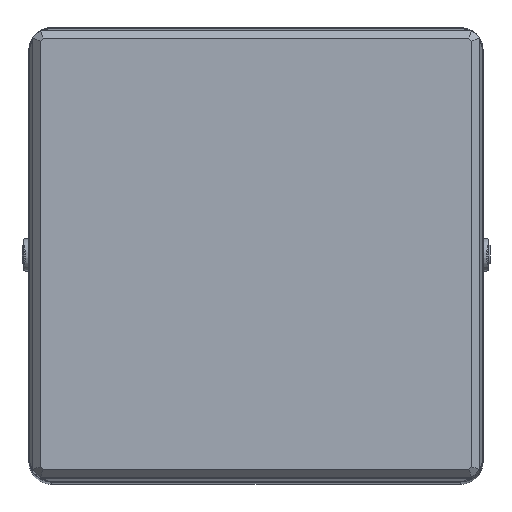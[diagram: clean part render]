
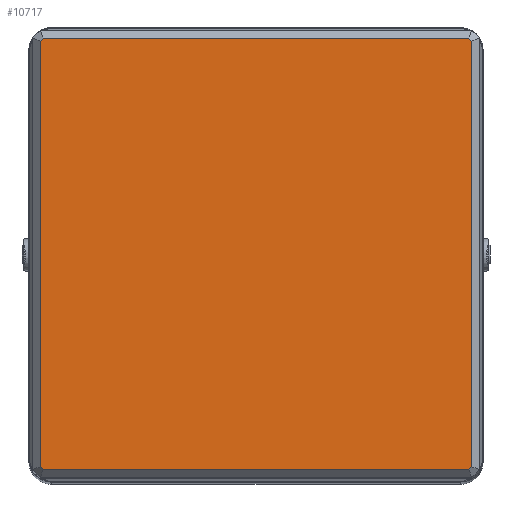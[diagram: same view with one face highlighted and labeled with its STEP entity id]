
A CAD part, top view. The second image highlights one B-rep face of the part: STEP entity #10717.
In plain terms, the highlighted planar face has unit normal (0, 0, 1).
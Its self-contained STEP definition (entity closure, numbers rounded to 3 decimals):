
#205 = VECTOR ( 'NONE', #6434, 1000. ) ;
#230 = VECTOR ( 'NONE', #10760, 1000. ) ;
#253 = LINE ( 'NONE', #10759, #230 ) ;
#306 = LINE ( 'NONE', #6433, #205 ) ;
#424 = CARTESIAN_POINT ( 'NONE',  ( 3.414, 116.586, 152. ) ) ;
#487 = DIRECTION ( 'NONE',  ( -0.707, -0.707, 0. ) ) ;
#530 = CARTESIAN_POINT ( 'NONE',  ( 117., 3.828, 152. ) ) ;
#555 = CARTESIAN_POINT ( 'NONE',  ( 3., 119., 152. ) ) ;
#569 = CARTESIAN_POINT ( 'NONE',  ( 3., 116.172, 152. ) ) ;
#615 = CARTESIAN_POINT ( 'NONE',  ( 116.172, 117., 152. ) ) ;
#826 = VECTOR ( 'NONE', #4470, 1000. ) ;
#833 = LINE ( 'NONE', #4471, #826 ) ;
#837 = VECTOR ( 'NONE', #4477, 1000. ) ;
#850 = LINE ( 'NONE', #4478, #837 ) ;
#907 = VECTOR ( 'NONE', #7458, 1000. ) ;
#908 = VECTOR ( 'NONE', #7464, 1000. ) ;
#910 = LINE ( 'NONE', #7462, #907 ) ;
#913 = LINE ( 'NONE', #7465, #908 ) ;
#961 = FACE_OUTER_BOUND ( 'NONE', #6507, .T. ) ;
#2391 = ORIENTED_EDGE ( 'NONE', *, *, #5108, .T. ) ;
#2397 = ORIENTED_EDGE ( 'NONE', *, *, #5039, .T. ) ;
#2477 = ORIENTED_EDGE ( 'NONE', *, *, #4869, .T. ) ;
#2484 = ORIENTED_EDGE ( 'NONE', *, *, #5121, .T. ) ;
#2487 = ORIENTED_EDGE ( 'NONE', *, *, #5106, .T. ) ;
#2494 = ORIENTED_EDGE ( 'NONE', *, *, #4849, .T. ) ;
#2497 = ORIENTED_EDGE ( 'NONE', *, *, #5124, .T. ) ;
#2501 = ORIENTED_EDGE ( 'NONE', *, *, #4923, .T. ) ;
#3726 = VERTEX_POINT ( 'NONE', #615 ) ;
#3774 = VERTEX_POINT ( 'NONE', #530 ) ;
#3824 = VERTEX_POINT ( 'NONE', #569 ) ;
#3850 = LINE ( 'NONE', #424, #3877 ) ;
#3869 = LINE ( 'NONE', #555, #3875 ) ;
#3875 = VECTOR ( 'NONE', #10886, 1000. ) ;
#3877 = VECTOR ( 'NONE', #487, 1000. ) ;
#4470 = DIRECTION ( 'NONE',  ( 0.707, -0.707, 0. ) ) ;
#4471 = CARTESIAN_POINT ( 'NONE',  ( -55.586, 62.414, 152. ) ) ;
#4477 = DIRECTION ( 'NONE',  ( 0., 1., 0. ) ) ;
#4478 = CARTESIAN_POINT ( 'NONE',  ( 117., 119., 152. ) ) ;
#4849 = EDGE_CURVE ( 'NONE', #8592, #3824, #3850, .T. ) ;
#4869 = EDGE_CURVE ( 'NONE', #3824, #8682, #3869, .T. ) ;
#4923 = EDGE_CURVE ( 'NONE', #8718, #3726, #253, .T. ) ;
#5039 = EDGE_CURVE ( 'NONE', #8689, #8447, #306, .T. ) ;
#5106 = EDGE_CURVE ( 'NONE', #3726, #8592, #913, .T. ) ;
#5108 = EDGE_CURVE ( 'NONE', #8447, #3774, #910, .T. ) ;
#5121 = EDGE_CURVE ( 'NONE', #3774, #8718, #850, .T. ) ;
#5124 = EDGE_CURVE ( 'NONE', #8682, #8689, #833, .T. ) ;
#6433 = CARTESIAN_POINT ( 'NONE',  ( 1., 3., 152. ) ) ;
#6434 = DIRECTION ( 'NONE',  ( 1., 0., 0. ) ) ;
#6507 = EDGE_LOOP ( 'NONE', ( #2487, #2494, #2477, #2497, #2397, #2391, #2484, #2501 ) ) ;
#7180 = CARTESIAN_POINT ( 'NONE',  ( 116.172, 3., 152. ) ) ;
#7273 = CARTESIAN_POINT ( 'NONE',  ( 3.828, 117., 152. ) ) ;
#7306 = CARTESIAN_POINT ( 'NONE',  ( 3.828, 3., 152. ) ) ;
#7311 = CARTESIAN_POINT ( 'NONE',  ( 3., 3.828, 152. ) ) ;
#7327 = CARTESIAN_POINT ( 'NONE',  ( 117., 116.172, 152. ) ) ;
#7458 = DIRECTION ( 'NONE',  ( 0.707, 0.707, 0. ) ) ;
#7462 = CARTESIAN_POINT ( 'NONE',  ( 116.586, 3.414, 152. ) ) ;
#7464 = DIRECTION ( 'NONE',  ( -1., 0., 0. ) ) ;
#7465 = CARTESIAN_POINT ( 'NONE',  ( 1., 117., 152. ) ) ;
#7936 = CARTESIAN_POINT ( 'NONE',  ( 1., 119., 152. ) ) ;
#7940 = PLANE ( 'NONE',  #10142 ) ;
#7942 = DIRECTION ( 'NONE',  ( 0., 0., -1. ) ) ;
#7943 = DIRECTION ( 'NONE',  ( 0., 1., 0. ) ) ;
#8447 = VERTEX_POINT ( 'NONE', #7180 ) ;
#8592 = VERTEX_POINT ( 'NONE', #7273 ) ;
#8682 = VERTEX_POINT ( 'NONE', #7311 ) ;
#8689 = VERTEX_POINT ( 'NONE', #7306 ) ;
#8718 = VERTEX_POINT ( 'NONE', #7327 ) ;
#10142 = AXIS2_PLACEMENT_3D ( 'NONE', #7936, #7942, #7943 ) ;
#10717 = ADVANCED_FACE ( 'NONE', ( #961 ), #7940, .F. ) ;
#10759 = CARTESIAN_POINT ( 'NONE',  ( 57.586, 175.586, 152. ) ) ;
#10760 = DIRECTION ( 'NONE',  ( -0.707, 0.707, 0. ) ) ;
#10886 = DIRECTION ( 'NONE',  ( 0., -1., 0. ) ) ;
